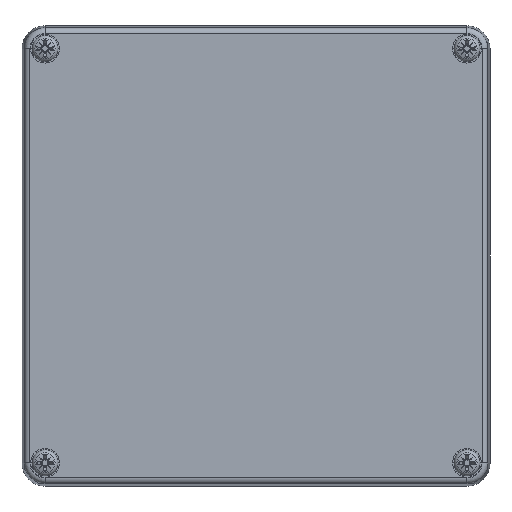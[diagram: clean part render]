
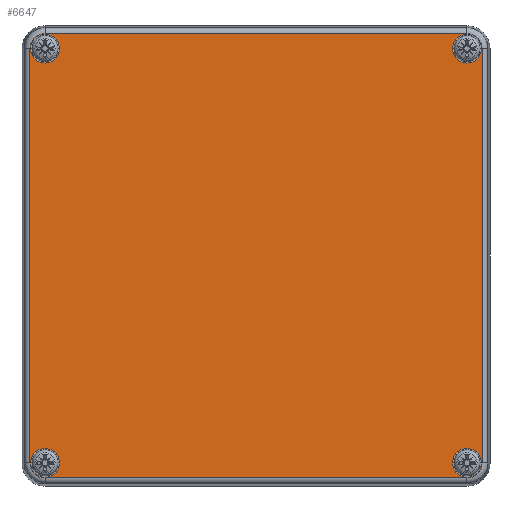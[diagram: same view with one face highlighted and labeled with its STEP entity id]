
A CAD part, top view. The second image highlights one B-rep face of the part: STEP entity #6647.
In plain terms, the highlighted face is planar.
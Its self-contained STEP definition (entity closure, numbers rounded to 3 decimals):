
#6226=CARTESIAN_POINT('',(-55.,-57.915,-35.0));
#6227=VERTEX_POINT('',#6226);
#6235=CARTESIAN_POINT('',(55.,-57.915,-35.0));
#6236=VERTEX_POINT('',#6235);
#6237=CARTESIAN_POINT('',(-55.,-57.915,-35.0));
#6238=DIRECTION('',(1.0,0.0,0.0));
#6239=VECTOR('',#6238,110.);
#6240=LINE('',#6237,#6239);
#6241=EDGE_CURVE('',#6227,#6236,#6240,.T.);
#6268=CARTESIAN_POINT('',(-58.915,-54.0,-35.0));
#6269=VERTEX_POINT('',#6268);
#6277=CARTESIAN_POINT('',(-55.,-54.0,-35.0));
#6278=DIRECTION('',(0.0,0.0,1.0));
#6279=DIRECTION('',(-0.707,-0.707,0.0));
#6280=AXIS2_PLACEMENT_3D('',#6277,#6278,#6279);
#6281=CIRCLE('',#6280,3.915);
#6282=EDGE_CURVE('',#6269,#6227,#6281,.T.);
#6300=CARTESIAN_POINT('',(58.915,-54.0,-35.0));
#6301=VERTEX_POINT('',#6300);
#6319=CARTESIAN_POINT('',(55.,-54.0,-35.0));
#6320=DIRECTION('',(0.0,0.0,1.0));
#6321=DIRECTION('',(0.707,-0.707,0.0));
#6322=AXIS2_PLACEMENT_3D('',#6319,#6320,#6321);
#6323=CIRCLE('',#6322,3.915);
#6324=EDGE_CURVE('',#6236,#6301,#6323,.T.);
#6336=CARTESIAN_POINT('',(-58.915,54.0,-35.0));
#6337=VERTEX_POINT('',#6336);
#6345=CARTESIAN_POINT('',(-58.915,54.0,-35.0));
#6346=DIRECTION('',(0.0,-1.0,0.0));
#6347=VECTOR('',#6346,108.);
#6348=LINE('',#6345,#6347);
#6349=EDGE_CURVE('',#6337,#6269,#6348,.T.);
#6366=CARTESIAN_POINT('',(58.915,54.,-35.0));
#6367=VERTEX_POINT('',#6366);
#6384=CARTESIAN_POINT('',(58.915,-54.0,-35.0));
#6385=DIRECTION('',(0.0,1.0,0.0));
#6386=VECTOR('',#6385,108.);
#6387=LINE('',#6384,#6386);
#6388=EDGE_CURVE('',#6301,#6367,#6387,.T.);
#6400=CARTESIAN_POINT('',(-55.,57.915,-35.0));
#6401=VERTEX_POINT('',#6400);
#6409=CARTESIAN_POINT('',(-55.,54.0,-35.0));
#6410=DIRECTION('',(0.0,0.0,1.0));
#6411=DIRECTION('',(-0.707,0.707,0.0));
#6412=AXIS2_PLACEMENT_3D('',#6409,#6410,#6411);
#6413=CIRCLE('',#6412,3.915);
#6414=EDGE_CURVE('',#6401,#6337,#6413,.T.);
#6432=CARTESIAN_POINT('',(55.,57.915,-35.0));
#6433=VERTEX_POINT('',#6432);
#6451=CARTESIAN_POINT('',(55.,54.0,-35.0));
#6452=DIRECTION('',(0.0,0.0,1.0));
#6453=DIRECTION('',(0.707,0.707,0.0));
#6454=AXIS2_PLACEMENT_3D('',#6451,#6452,#6453);
#6455=CIRCLE('',#6454,3.915);
#6456=EDGE_CURVE('',#6367,#6433,#6455,.T.);
#6474=CARTESIAN_POINT('',(55.,57.915,-35.0));
#6475=DIRECTION('',(-1.0,0.0,0.0));
#6476=VECTOR('',#6475,110.);
#6477=LINE('',#6474,#6476);
#6478=EDGE_CURVE('',#6433,#6401,#6477,.T.);
#6588=CARTESIAN_POINT('',(0.,0.,-35.0));
#6589=DIRECTION('',(0.0,0.0,1.0));
#6590=DIRECTION('',(1.0,0.0,0.0));
#6591=AXIS2_PLACEMENT_3D('',#6588,#6589,#6590);
#6592=PLANE('',#6591);
#6593=ORIENTED_EDGE('',*,*,#6241,.F.);
#6594=ORIENTED_EDGE('',*,*,#6282,.F.);
#6595=ORIENTED_EDGE('',*,*,#6349,.F.);
#6596=ORIENTED_EDGE('',*,*,#6414,.F.);
#6597=ORIENTED_EDGE('',*,*,#6478,.F.);
#6598=ORIENTED_EDGE('',*,*,#6456,.F.);
#6599=ORIENTED_EDGE('',*,*,#6388,.F.);
#6600=ORIENTED_EDGE('',*,*,#6324,.F.);
#6601=EDGE_LOOP('',(#6593,#6594,#6595,#6596,#6597,#6598,#6599,#6600));
#6602=FACE_OUTER_BOUND('',#6601,.T.);
#6603=CARTESIAN_POINT('',(-58.75,-54.,-35.0));
#6604=VERTEX_POINT('',#6603);
#6605=CARTESIAN_POINT('',(-55.,-54.,-35.0));
#6606=DIRECTION('',(0.0,0.0,1.0));
#6607=DIRECTION('',(1.0,0.0,0.0));
#6608=AXIS2_PLACEMENT_3D('',#6605,#6606,#6607);
#6609=CIRCLE('',#6608,3.75);
#6610=EDGE_CURVE('',#6604,#6604,#6609,.T.);
#6611=ORIENTED_EDGE('',*,*,#6610,.T.);
#6612=EDGE_LOOP('',(#6611));
#6613=FACE_BOUND('',#6612,.T.);
#6614=CARTESIAN_POINT('',(-58.75,54.,-35.0));
#6615=VERTEX_POINT('',#6614);
#6616=CARTESIAN_POINT('',(-55.,54.,-35.0));
#6617=DIRECTION('',(0.0,0.0,1.0));
#6618=DIRECTION('',(1.0,0.0,0.0));
#6619=AXIS2_PLACEMENT_3D('',#6616,#6617,#6618);
#6620=CIRCLE('',#6619,3.75);
#6621=EDGE_CURVE('',#6615,#6615,#6620,.T.);
#6622=ORIENTED_EDGE('',*,*,#6621,.T.);
#6623=EDGE_LOOP('',(#6622));
#6624=FACE_BOUND('',#6623,.T.);
#6625=CARTESIAN_POINT('',(51.25,54.,-35.0));
#6626=VERTEX_POINT('',#6625);
#6627=CARTESIAN_POINT('',(55.,54.,-35.0));
#6628=DIRECTION('',(0.0,0.0,1.0));
#6629=DIRECTION('',(1.0,0.0,0.0));
#6630=AXIS2_PLACEMENT_3D('',#6627,#6628,#6629);
#6631=CIRCLE('',#6630,3.75);
#6632=EDGE_CURVE('',#6626,#6626,#6631,.T.);
#6633=ORIENTED_EDGE('',*,*,#6632,.T.);
#6634=EDGE_LOOP('',(#6633));
#6635=FACE_BOUND('',#6634,.T.);
#6636=CARTESIAN_POINT('',(51.25,-54.,-35.0));
#6637=VERTEX_POINT('',#6636);
#6638=CARTESIAN_POINT('',(55.,-54.,-35.0));
#6639=DIRECTION('',(0.0,0.0,1.0));
#6640=DIRECTION('',(1.0,0.0,0.0));
#6641=AXIS2_PLACEMENT_3D('',#6638,#6639,#6640);
#6642=CIRCLE('',#6641,3.75);
#6643=EDGE_CURVE('',#6637,#6637,#6642,.T.);
#6644=ORIENTED_EDGE('',*,*,#6643,.T.);
#6645=EDGE_LOOP('',(#6644));
#6646=FACE_BOUND('',#6645,.T.);
#6647=ADVANCED_FACE('',(#6602,#6613,#6624,#6635,#6646),#6592,.F.);
